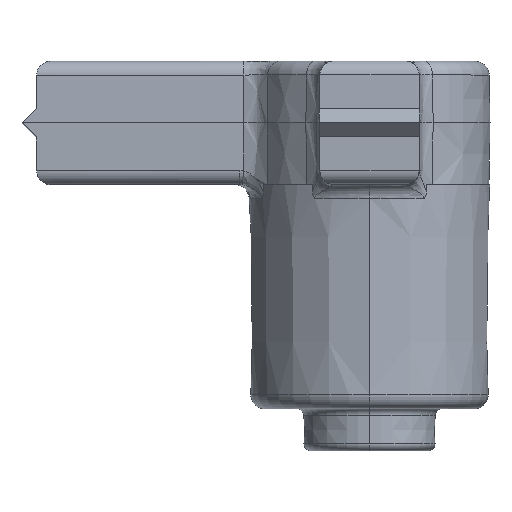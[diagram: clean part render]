
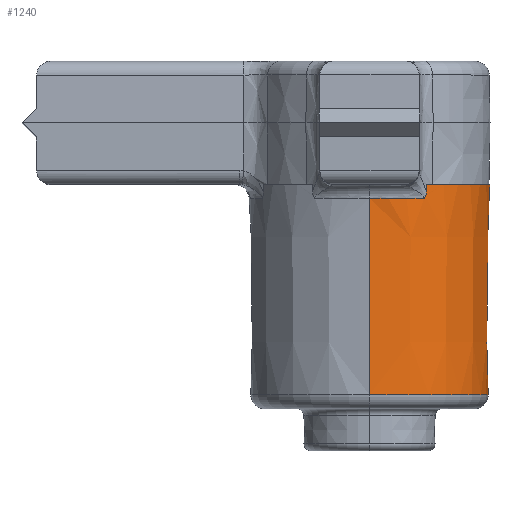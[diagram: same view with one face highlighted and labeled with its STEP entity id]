
A CAD part, top view. The second image highlights one B-rep face of the part: STEP entity #1240.
In plain terms, the highlighted conical face has half-angle 0.5 degrees and reference radius 4.3 mm.
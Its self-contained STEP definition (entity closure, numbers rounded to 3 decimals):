
#42 = ORIENTED_EDGE ( 'NONE', *, *, #3519, .T. ) ;
#136 = ORIENTED_EDGE ( 'NONE', *, *, #271, .T. ) ;
#164 = VECTOR ( 'NONE', #4586, 1000. ) ;
#192 = DIRECTION ( 'NONE',  ( 0., 0., 1. ) ) ;
#207 = DIRECTION ( 'NONE',  ( 0., -1., 0. ) ) ;
#219 = CARTESIAN_POINT ( 'NONE',  ( 0., -0.496, 0. ) ) ;
#271 = EDGE_CURVE ( 'NONE', #438, #1776, #2963, .T. ) ;
#328 = CARTESIAN_POINT ( 'NONE',  ( 0., 0., -4.3 ) ) ;
#341 = B_SPLINE_CURVE_WITH_KNOTS ( 'NONE', 3,
 ( #3948, #3966, #3908, #3885, #3879, #3852 ),
 .UNSPECIFIED., .F., .F.,
 ( 4, 2, 4 ),
 ( 0., 0., 0. ),
 .UNSPECIFIED. ) ;
#377 = DIRECTION ( 'NONE',  ( 0., 1., -0.009 ) ) ;
#380 = B_SPLINE_CURVE_WITH_KNOTS ( 'NONE', 3,
 ( #3201, #3242, #2859, #2785 ),
 .UNSPECIFIED., .F., .F.,
 ( 4, 4 ),
 ( 0., 0. ),
 .UNSPECIFIED. ) ;
#412 = VERTEX_POINT ( 'NONE', #1990 ) ;
#438 = VERTEX_POINT ( 'NONE', #1944 ) ;
#453 = VERTEX_POINT ( 'NONE', #1880 ) ;
#628 = EDGE_CURVE ( 'NONE', #453, #438, #2606, .T. ) ;
#807 = LINE ( 'NONE', #328, #3722 ) ;
#932 = B_SPLINE_CURVE_WITH_KNOTS ( 'NONE', 3,
 ( #4243, #3880, #1373, #1376, #2582, #1408 ),
 .UNSPECIFIED., .F., .F.,
 ( 4, 2, 4 ),
 ( 0., 0., 0. ),
 .UNSPECIFIED. ) ;
#986 = EDGE_LOOP ( 'NONE', ( #2499, #3485, #4542, #1724, #2737, #42, #3812, #136, #999, #1966 ) ) ;
#999 = ORIENTED_EDGE ( 'NONE', *, *, #4332, .T. ) ;
#1028 = CARTESIAN_POINT ( 'NONE',  ( 0., -7.504, -4.235 ) ) ;
#1045 = VERTEX_POINT ( 'NONE', #1697 ) ;
#1137 = CIRCLE ( 'NONE', #2437, 4.296 ) ;
#1180 = DIRECTION ( 'NONE',  ( 0., 0., -1. ) ) ;
#1186 = DIRECTION ( 'NONE',  ( 0., -1., 0. ) ) ;
#1191 = CARTESIAN_POINT ( 'NONE',  ( 0., 0., 0. ) ) ;
#1240 = ADVANCED_FACE ( 'NONE', ( #1495 ), #2358, .T. ) ;
#1373 = CARTESIAN_POINT ( 'NONE',  ( 2.001, -0.43, -3.802 ) ) ;
#1376 = CARTESIAN_POINT ( 'NONE',  ( 2.026, -0.35, -3.79 ) ) ;
#1408 = CARTESIAN_POINT ( 'NONE',  ( 2.033, -0.265, -3.787 ) ) ;
#1450 = CARTESIAN_POINT ( 'NONE',  ( 2.033, -0.265, 3.787 ) ) ;
#1469 = VERTEX_POINT ( 'NONE', #3269 ) ;
#1478 = VERTEX_POINT ( 'NONE', #2940 ) ;
#1495 = FACE_OUTER_BOUND ( 'NONE', #986, .T. ) ;
#1646 = CARTESIAN_POINT ( 'NONE',  ( 0., -7.504, 4.235 ) ) ;
#1697 = CARTESIAN_POINT ( 'NONE',  ( 2.033, -0.265, -3.787 ) ) ;
#1724 = ORIENTED_EDGE ( 'NONE', *, *, #4233, .T. ) ;
#1760 = CIRCLE ( 'NONE', #3585, 4.235 ) ;
#1776 = VERTEX_POINT ( 'NONE', #1450 ) ;
#1880 = CARTESIAN_POINT ( 'NONE',  ( 2.042, 0., -3.784 ) ) ;
#1944 = CARTESIAN_POINT ( 'NONE',  ( 2.042, 0., 3.784 ) ) ;
#1966 = ORIENTED_EDGE ( 'NONE', *, *, #2494, .T. ) ;
#1990 = CARTESIAN_POINT ( 'NONE',  ( 1.953, -0.496, 3.826 ) ) ;
#2125 = VERTEX_POINT ( 'NONE', #1646 ) ;
#2129 = EDGE_CURVE ( 'NONE', #2125, #1469, #3841, .T. ) ;
#2186 = EDGE_CURVE ( 'NONE', #2125, #4606, #1760, .T. ) ;
#2248 = CARTESIAN_POINT ( 'NONE',  ( 1.953, -0.496, -3.826 ) ) ;
#2358 = CONICAL_SURFACE ( 'NONE', #4124, 4.3, 0.009 ) ;
#2437 = AXIS2_PLACEMENT_3D ( 'NONE', #219, #207, #192 ) ;
#2494 = EDGE_CURVE ( 'NONE', #412, #1469, #3895, .T. ) ;
#2499 = ORIENTED_EDGE ( 'NONE', *, *, #2129, .F. ) ;
#2582 = CARTESIAN_POINT ( 'NONE',  ( 2.031, -0.308, -3.787 ) ) ;
#2606 = CIRCLE ( 'NONE', #4511, 4.3 ) ;
#2618 = VERTEX_POINT ( 'NONE', #2248 ) ;
#2719 = DIRECTION ( 'NONE',  ( 0., 0., 1. ) ) ;
#2725 = DIRECTION ( 'NONE',  ( 0., -1., 0. ) ) ;
#2732 = CARTESIAN_POINT ( 'NONE',  ( 0., -0.496, 0. ) ) ;
#2737 = ORIENTED_EDGE ( 'NONE', *, *, #3379, .T. ) ;
#2785 = CARTESIAN_POINT ( 'NONE',  ( 2.042, 0., -3.784 ) ) ;
#2845 = CARTESIAN_POINT ( 'NONE',  ( 2.033, -0.265, 3.787 ) ) ;
#2852 = CARTESIAN_POINT ( 'NONE',  ( 2.042, 0., 3.784 ) ) ;
#2859 = CARTESIAN_POINT ( 'NONE',  ( 2.039, -0.088, -3.785 ) ) ;
#2911 = CARTESIAN_POINT ( 'NONE',  ( 2.036, -0.177, 3.786 ) ) ;
#2930 = CARTESIAN_POINT ( 'NONE',  ( 2.039, -0.088, 3.785 ) ) ;
#2940 = CARTESIAN_POINT ( 'NONE',  ( 0., -0.496, -4.296 ) ) ;
#2963 = B_SPLINE_CURVE_WITH_KNOTS ( 'NONE', 3,
 ( #2852, #2930, #2911, #2845 ),
 .UNSPECIFIED., .F., .F.,
 ( 4, 4 ),
 ( 0., 0. ),
 .UNSPECIFIED. ) ;
#3201 = CARTESIAN_POINT ( 'NONE',  ( 2.033, -0.265, -3.787 ) ) ;
#3242 = CARTESIAN_POINT ( 'NONE',  ( 2.036, -0.177, -3.786 ) ) ;
#3269 = CARTESIAN_POINT ( 'NONE',  ( 0., -0.496, 4.296 ) ) ;
#3379 = EDGE_CURVE ( 'NONE', #2618, #1045, #932, .T. ) ;
#3429 = AXIS2_PLACEMENT_3D ( 'NONE', #2732, #2725, #2719 ) ;
#3485 = ORIENTED_EDGE ( 'NONE', *, *, #2186, .T. ) ;
#3519 = EDGE_CURVE ( 'NONE', #1045, #453, #380, .T. ) ;
#3585 = AXIS2_PLACEMENT_3D ( 'NONE', #4357, #4346, #4327 ) ;
#3688 = EDGE_CURVE ( 'NONE', #4606, #1478, #807, .T. ) ;
#3722 = VECTOR ( 'NONE', #377, 1000. ) ;
#3812 = ORIENTED_EDGE ( 'NONE', *, *, #628, .T. ) ;
#3841 = LINE ( 'NONE', #4591, #164 ) ;
#3852 = CARTESIAN_POINT ( 'NONE',  ( 1.953, -0.496, 3.826 ) ) ;
#3879 = CARTESIAN_POINT ( 'NONE',  ( 1.981, -0.468, 3.812 ) ) ;
#3880 = CARTESIAN_POINT ( 'NONE',  ( 1.981, -0.467, -3.812 ) ) ;
#3885 = CARTESIAN_POINT ( 'NONE',  ( 2.002, -0.429, 3.801 ) ) ;
#3895 = CIRCLE ( 'NONE', #3429, 4.296 ) ;
#3908 = CARTESIAN_POINT ( 'NONE',  ( 2.026, -0.349, 3.789 ) ) ;
#3948 = CARTESIAN_POINT ( 'NONE',  ( 2.033, -0.265, 3.787 ) ) ;
#3966 = CARTESIAN_POINT ( 'NONE',  ( 2.031, -0.308, 3.787 ) ) ;
#4124 = AXIS2_PLACEMENT_3D ( 'NONE', #4325, #4309, #4513 ) ;
#4233 = EDGE_CURVE ( 'NONE', #1478, #2618, #1137, .T. ) ;
#4243 = CARTESIAN_POINT ( 'NONE',  ( 1.953, -0.496, -3.826 ) ) ;
#4309 = DIRECTION ( 'NONE',  ( 0., 1., 0. ) ) ;
#4325 = CARTESIAN_POINT ( 'NONE',  ( 0., 0., 0. ) ) ;
#4327 = DIRECTION ( 'NONE',  ( 0., 0., 1. ) ) ;
#4332 = EDGE_CURVE ( 'NONE', #1776, #412, #341, .T. ) ;
#4346 = DIRECTION ( 'NONE',  ( 0., 1., 0. ) ) ;
#4357 = CARTESIAN_POINT ( 'NONE',  ( 0., -7.504, 0. ) ) ;
#4511 = AXIS2_PLACEMENT_3D ( 'NONE', #1191, #1186, #1180 ) ;
#4513 = DIRECTION ( 'NONE',  ( 0., 0., -1. ) ) ;
#4542 = ORIENTED_EDGE ( 'NONE', *, *, #3688, .T. ) ;
#4586 = DIRECTION ( 'NONE',  ( 0., 1., 0.009 ) ) ;
#4591 = CARTESIAN_POINT ( 'NONE',  ( 0., 0., 4.3 ) ) ;
#4606 = VERTEX_POINT ( 'NONE', #1028 ) ;
